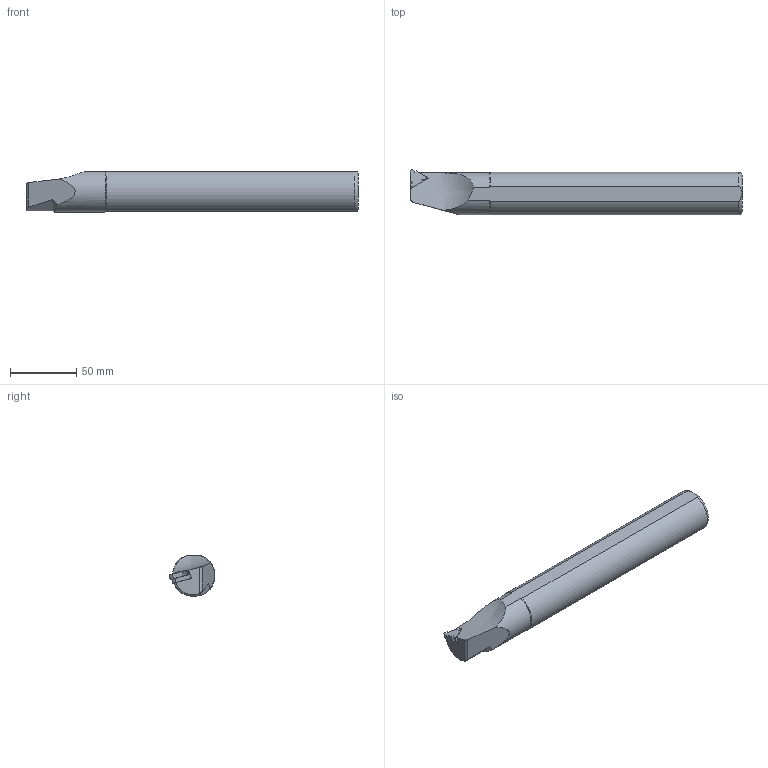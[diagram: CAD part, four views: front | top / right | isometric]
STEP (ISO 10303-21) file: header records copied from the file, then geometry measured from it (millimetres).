
FILE_DESCRIPTION(/* description */ (''),/* implementation_level */ '2;1');
FILE_NAME(/* name */ 'TIL-S32S-16.stp',/* time_stamp */ '2023-10-19T16:52:56+03:00',/* author */ (''),/* organization */ (''),/* preprocessor_version */ 'ST-DEVELOPER v19.4',/* originating_system */ 'SIEMENS PLM Software NX2306.3001',/* authorisation */ '');
FILE_SCHEMA (('AUTOMOTIVE_DESIGN { 1 0 10303 214 3 1 1 1 }'));
Length unit declared in the file: millimetre
Products named in the file (1): model1
Bounding box: 250 x 34.59 x 30.75 mm (x, y, z)
Volume: 184358.5 mm3; surface area: 25909.1 mm2
Topology: 2 solids, 2 shells, 58 faces, 153 edges, 100 vertices
Faces by surface type: plane 41, cylinder 12, cone 3, bspline 1, torus 1
Full cylindrical faces by diameter (mm): 4 x1
Entity records: 2454 total; most frequent: CARTESIAN_POINT 612, ORIENTED_EDGE 298, DIRECTION 278, EDGE_CURVE 149, VERTEX_POINT 98, LINE 96, VECTOR 96, AXIS2_PLACEMENT_3D 91
